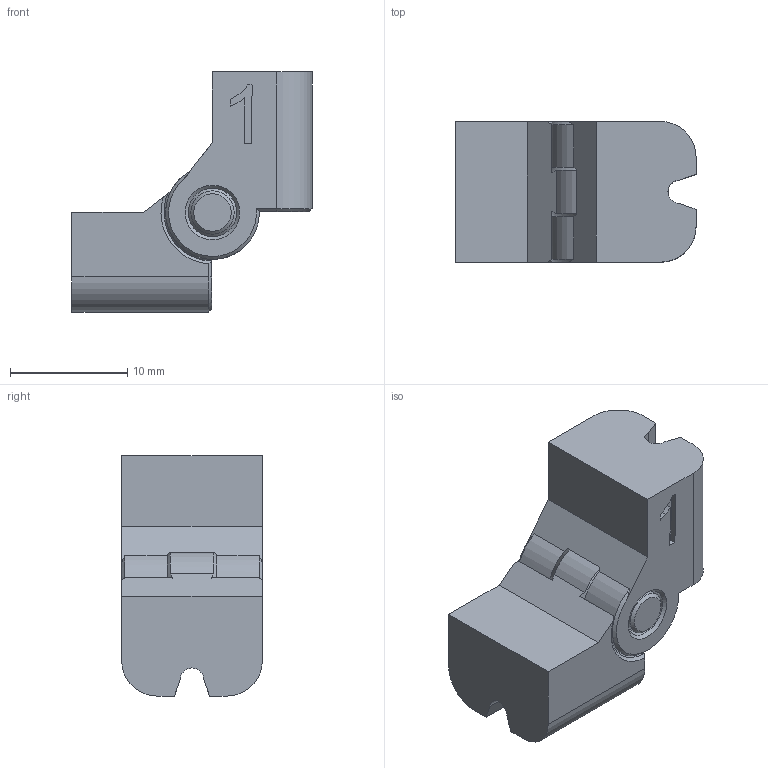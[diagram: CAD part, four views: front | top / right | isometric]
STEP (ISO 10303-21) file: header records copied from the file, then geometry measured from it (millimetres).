
FILE_DESCRIPTION(/* description */ (''),/* implementation_level */ '2;1');
FILE_NAME(/* name */ 'knuckle_1 v21.step',/* time_stamp */ '2025-04-19T08:06:18+02:00',/* author */ (''),/* organization */ (''),/* preprocessor_version */ 'ST-DEVELOPER v20.1',/* originating_system */ 'Autodesk Translation Framework v14.4.0.0',/* authorisation */ '');
FILE_SCHEMA (('AUTOMOTIVE_DESIGN { 1 0 10303 214 3 1 1 }'));
Length unit declared in the file: millimetre
Products named in the file (1): knuckle_1
Bounding box: 20.5 x 12 x 20.5 mm (x, y, z)
Volume: 2507.6 mm3; surface area: 1846.7 mm2
Topology: 2 solids, 2 shells, 72 faces, 187 edges, 118 vertices
Faces by surface type: plane 36, cone 16, cylinder 16, bspline 4
Full cylindrical faces by diameter (mm): 3.7 x2, 4.15 x2
Entity records: 2237 total; most frequent: CARTESIAN_POINT 481, ORIENTED_EDGE 374, DIRECTION 349, EDGE_CURVE 187, VERTEX_POINT 118, AXIS2_PLACEMENT_3D 117, LINE 115, VECTOR 115
